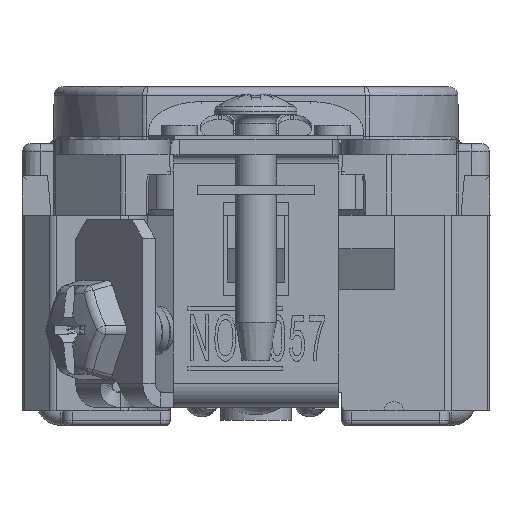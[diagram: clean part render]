
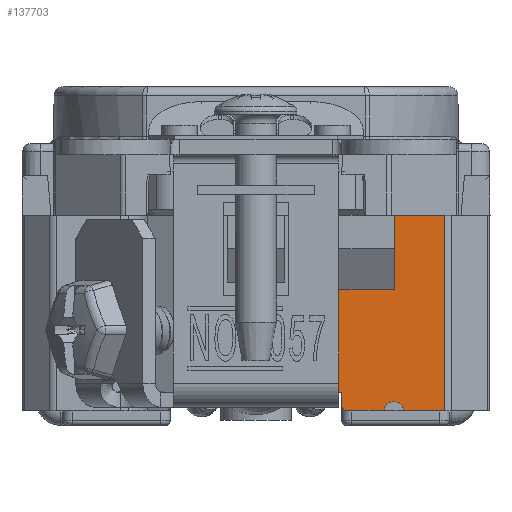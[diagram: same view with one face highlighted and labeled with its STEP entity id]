
A CAD part, front view. The second image highlights one B-rep face of the part: STEP entity #137703.
In plain terms, the highlighted planar face has unit normal (0, -1, 0).
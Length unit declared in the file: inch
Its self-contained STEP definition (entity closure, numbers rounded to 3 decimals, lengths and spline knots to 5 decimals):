
#7122 = DIRECTION ( 'NONE',  ( 1., 0., 0. ) ) ;
#7824 = EDGE_CURVE ( 'NONE', #42382, #246458, #173636, .T. ) ;
#8889 = CARTESIAN_POINT ( 'NONE',  ( 0.281, -1.2135, -0.258 ) ) ;
#8986 = CARTESIAN_POINT ( 'NONE',  ( 0.281, -1.2135, -0.32 ) ) ;
#8993 = PLANE ( 'NONE',  #162334 ) ;
#9638 = AXIS2_PLACEMENT_3D ( 'NONE', #67389, #146495, #31105 ) ;
#13966 = CIRCLE ( 'NONE', #109007, 0.031 ) ;
#14099 = ORIENTED_EDGE ( 'NONE', *, *, #170176, .T. ) ;
#15605 = CARTESIAN_POINT ( 'NONE',  ( 0., -1.2135, -0.258 ) ) ;
#19169 = DIRECTION ( 'NONE',  ( 0., 0., -1. ) ) ;
#21481 = ORIENTED_EDGE ( 'NONE', *, *, #108816, .F. ) ;
#25532 = DIRECTION ( 'NONE',  ( 1., 0., 0. ) ) ;
#31105 = DIRECTION ( 'NONE',  ( 0., 0., -1. ) ) ;
#36504 = CARTESIAN_POINT ( 'NONE',  ( 0.296, -1.2135, -0.32 ) ) ;
#36833 = EDGE_CURVE ( 'NONE', #150446, #55147, #97674, .T. ) ;
#40123 = VERTEX_POINT ( 'NONE', #161211 ) ;
#40646 = CARTESIAN_POINT ( 'NONE',  ( 0.25122, -1.2135, -0.258 ) ) ;
#42382 = VERTEX_POINT ( 'NONE', #62378 ) ;
#44048 = VECTOR ( 'NONE', #228952, 39.37008 ) ;
#46516 = ORIENTED_EDGE ( 'NONE', *, *, #7824, .F. ) ;
#47883 = CARTESIAN_POINT ( 'NONE',  ( 0., -1.2135, -0.32 ) ) ;
#48983 = CARTESIAN_POINT ( 'NONE',  ( 0., -1.2135, -0.258 ) ) ;
#50414 = LINE ( 'NONE', #8986, #54916 ) ;
#53257 = VECTOR ( 'NONE', #223252, 39.37008 ) ;
#54916 = VECTOR ( 'NONE', #69964, 39.37008 ) ;
#55147 = VERTEX_POINT ( 'NONE', #81458 ) ;
#58745 = LINE ( 'NONE', #141745, #53257 ) ;
#61558 = VERTEX_POINT ( 'NONE', #95566 ) ;
#62378 = CARTESIAN_POINT ( 'NONE',  ( 0.27, -1.2135, -0.258 ) ) ;
#64839 = FACE_OUTER_BOUND ( 'NONE', #143600, .T. ) ;
#67389 = CARTESIAN_POINT ( 'NONE',  ( 0.296, -1.2135, -0.305 ) ) ;
#69964 = DIRECTION ( 'NONE',  ( 0., 0., 1. ) ) ;
#78375 = VECTOR ( 'NONE', #187772, 39.37008 ) ;
#81458 = CARTESIAN_POINT ( 'NONE',  ( 0.61666, -1.2135, 0.32 ) ) ;
#81991 = EDGE_CURVE ( 'NONE', #121701, #204550, #225017, .T. ) ;
#84555 = ORIENTED_EDGE ( 'NONE', *, *, #127241, .T. ) ;
#86625 = LINE ( 'NONE', #48983, #115244 ) ;
#86703 = DIRECTION ( 'NONE',  ( 0., 0., 1. ) ) ;
#90875 = CARTESIAN_POINT ( 'NONE',  ( 0.281, -1.2135, -0.305 ) ) ;
#95566 = CARTESIAN_POINT ( 'NONE',  ( 0.42, -1.2135, -0.32 ) ) ;
#97674 = LINE ( 'NONE', #231212, #156210 ) ;
#98218 = DIRECTION ( 'NONE',  ( 0., -1., 0. ) ) ;
#103945 = EDGE_CURVE ( 'NONE', #40123, #61558, #13966, .T. ) ;
#106476 = ORIENTED_EDGE ( 'NONE', *, *, #162417, .F. ) ;
#108712 = CARTESIAN_POINT ( 'NONE',  ( 0., -1.2135, -0.32 ) ) ;
#108816 = EDGE_CURVE ( 'NONE', #173824, #42382, #86625, .T. ) ;
#109007 = AXIS2_PLACEMENT_3D ( 'NONE', #137116, #98218, #19169 ) ;
#112415 = VERTEX_POINT ( 'NONE', #90875 ) ;
#115244 = VECTOR ( 'NONE', #165640, 39.37008 ) ;
#120882 = ORIENTED_EDGE ( 'NONE', *, *, #245272, .F. ) ;
#121701 = VERTEX_POINT ( 'NONE', #151395 ) ;
#126379 = LINE ( 'NONE', #204109, #191980 ) ;
#127010 = DIRECTION ( 'NONE',  ( 0., 0., -1. ) ) ;
#127241 = EDGE_CURVE ( 'NONE', #40123, #150446, #126379, .T. ) ;
#128142 = ORIENTED_EDGE ( 'NONE', *, *, #136301, .F. ) ;
#130064 = VERTEX_POINT ( 'NONE', #36504 ) ;
#134596 = EDGE_CURVE ( 'NONE', #246458, #121701, #186501, .T. ) ;
#136301 = EDGE_CURVE ( 'NONE', #204550, #209660, #58745, .T. ) ;
#137116 = CARTESIAN_POINT ( 'NONE',  ( 0.451, -1.2135, -0.32 ) ) ;
#137703 = ADVANCED_FACE ( 'NONE', ( #64839 ), #8993, .T. ) ;
#138632 = EDGE_CURVE ( 'NONE', #112415, #130064, #233143, .T. ) ;
#141745 = CARTESIAN_POINT ( 'NONE',  ( 0.453, -1.2135, -0.32 ) ) ;
#143600 = EDGE_LOOP ( 'NONE', ( #106476, #165340, #14099, #171829, #84555, #160677, #120882, #128142, #181741, #214479, #46516, #21481 ) ) ;
#146001 = CARTESIAN_POINT ( 'NONE',  ( 0.25122, -1.2135, 0.076 ) ) ;
#146495 = DIRECTION ( 'NONE',  ( 0., -1., 0. ) ) ;
#150446 = VERTEX_POINT ( 'NONE', #168967 ) ;
#151395 = CARTESIAN_POINT ( 'NONE',  ( 0.25122, -1.2135, 0.076 ) ) ;
#151707 = DIRECTION ( 'NONE',  ( -1., 0., 0. ) ) ;
#152509 = LINE ( 'NONE', #230284, #44048 ) ;
#156210 = VECTOR ( 'NONE', #236277, 39.37008 ) ;
#160677 = ORIENTED_EDGE ( 'NONE', *, *, #36833, .T. ) ;
#161211 = CARTESIAN_POINT ( 'NONE',  ( 0.482, -1.2135, -0.32 ) ) ;
#162234 = CARTESIAN_POINT ( 'NONE',  ( 0.453, -1.2135, 0.32 ) ) ;
#162334 = AXIS2_PLACEMENT_3D ( 'NONE', #47883, #189172, #127010 ) ;
#162417 = EDGE_CURVE ( 'NONE', #112415, #173824, #50414, .T. ) ;
#165340 = ORIENTED_EDGE ( 'NONE', *, *, #138632, .T. ) ;
#165640 = DIRECTION ( 'NONE',  ( -1., 0., 0. ) ) ;
#168601 = CARTESIAN_POINT ( 'NONE',  ( 0.453, -1.2135, 0.076 ) ) ;
#168967 = CARTESIAN_POINT ( 'NONE',  ( 0.61666, -1.2135, -0.32 ) ) ;
#169538 = CARTESIAN_POINT ( 'NONE',  ( 0.25122, -1.2135, -0.32 ) ) ;
#170176 = EDGE_CURVE ( 'NONE', #130064, #61558, #207233, .T. ) ;
#171829 = ORIENTED_EDGE ( 'NONE', *, *, #103945, .F. ) ;
#173636 = LINE ( 'NONE', #15605, #199905 ) ;
#173824 = VERTEX_POINT ( 'NONE', #8889 ) ;
#181741 = ORIENTED_EDGE ( 'NONE', *, *, #81991, .F. ) ;
#186501 = LINE ( 'NONE', #169538, #238518 ) ;
#187772 = DIRECTION ( 'NONE',  ( 1., 0., 0. ) ) ;
#189172 = DIRECTION ( 'NONE',  ( 0., -1., 0. ) ) ;
#191980 = VECTOR ( 'NONE', #7122, 39.37008 ) ;
#199905 = VECTOR ( 'NONE', #151707, 39.37008 ) ;
#204109 = CARTESIAN_POINT ( 'NONE',  ( 0., -1.2135, -0.32 ) ) ;
#204550 = VERTEX_POINT ( 'NONE', #168601 ) ;
#207233 = LINE ( 'NONE', #108712, #78375 ) ;
#209660 = VERTEX_POINT ( 'NONE', #162234 ) ;
#214479 = ORIENTED_EDGE ( 'NONE', *, *, #134596, .F. ) ;
#223252 = DIRECTION ( 'NONE',  ( 0., 0., 1. ) ) ;
#225017 = LINE ( 'NONE', #146001, #256390 ) ;
#228952 = DIRECTION ( 'NONE',  ( 1., 0., 0. ) ) ;
#230284 = CARTESIAN_POINT ( 'NONE',  ( 0., -1.2135, 0.32 ) ) ;
#231212 = CARTESIAN_POINT ( 'NONE',  ( 0.61666, -1.2135, -0.32 ) ) ;
#233143 = CIRCLE ( 'NONE', #9638, 0.015 ) ;
#236277 = DIRECTION ( 'NONE',  ( 0., 0., 1. ) ) ;
#238518 = VECTOR ( 'NONE', #86703, 39.37008 ) ;
#245272 = EDGE_CURVE ( 'NONE', #209660, #55147, #152509, .T. ) ;
#246458 = VERTEX_POINT ( 'NONE', #40646 ) ;
#256390 = VECTOR ( 'NONE', #25532, 39.37008 ) ;
